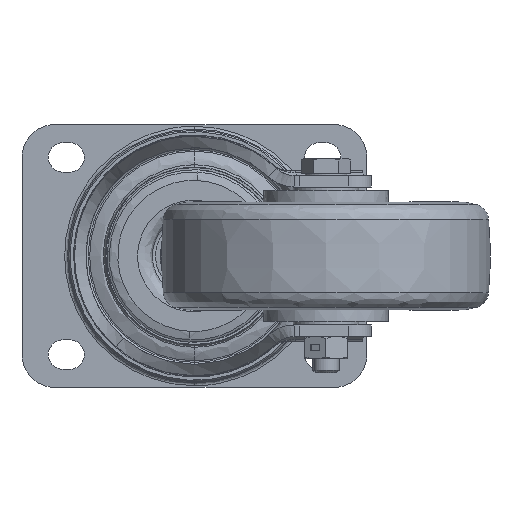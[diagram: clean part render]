
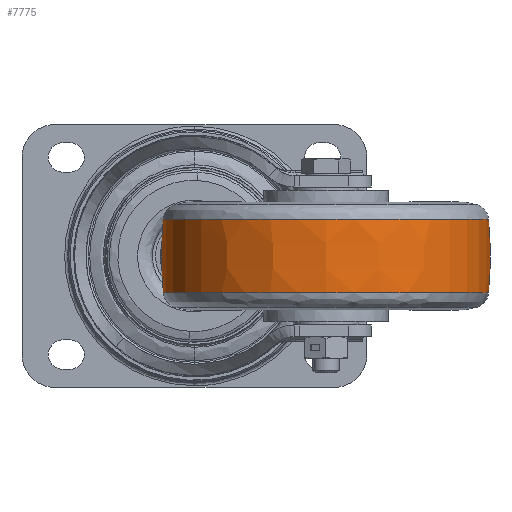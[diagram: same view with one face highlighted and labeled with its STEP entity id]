
A CAD part, front view. The second image highlights one B-rep face of the part: STEP entity #7775.
In plain terms, the highlighted free-form (B-spline) face has degree [3, 3] with [4, 4] control points.
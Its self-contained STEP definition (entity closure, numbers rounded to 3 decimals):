
#1206 = AXIS2_PLACEMENT_3D ( 'NONE', #16346, #20910, #18733 ) ;
#1589 = CARTESIAN_POINT ( 'NONE',  ( 16.691, 69.3, 47.981 ) ) ;
#1986 = VERTEX_POINT ( 'NONE', #15730 ) ;
#3766 = CARTESIAN_POINT ( 'NONE',  ( -8.817, 69.3, 59.236 ) ) ;
#4088 = CARTESIAN_POINT ( 'NONE',  ( 16.014, 69.3, 62.998 ) ) ;
#4159 =( BOUNDED_SURFACE ( )  B_SPLINE_SURFACE ( 3, 3, ( 
 ( #22943, #16358, #4283, #20925 ),
 ( #4088, #16066, #25442, #30497 ),
 ( #18650, #4475, #8922, #27807 ),
 ( #30606, #6644, #23363, #11140 ) ),
 .UNSPECIFIED., .F., .F., .F. ) 
 B_SPLINE_SURFACE_WITH_KNOTS ( ( 4, 4 ),
 ( 4, 4 ),
 ( 0., 1. ),
 ( 0., 1. ),
 .UNSPECIFIED. ) 
 GEOMETRIC_REPRESENTATION_ITEM ( )  RATIONAL_B_SPLINE_SURFACE ( (
 ( 1., 0.333, 0.333, 1.),
 ( 0.997, 0.332, 0.332, 0.997),
 ( 0.997, 0.332, 0.332, 0.997),
 ( 1., 0.333, 0.333, 1.) ) ) 
 REPRESENTATION_ITEM ( '' )  SURFACE ( )  );
#4283 = CARTESIAN_POINT ( 'NONE',  ( 115.675, -29.684, 70.491 ) ) ;
#4475 = CARTESIAN_POINT ( 'NONE',  ( 16.014, -31.039, 55.474 ) ) ;
#5385 = EDGE_CURVE ( 'NONE', #6228, #12429, #15841, .T. ) ;
#5482 = EDGE_CURVE ( 'NONE', #26422, #12429, #23294, .T. ) ;
#6228 = VERTEX_POINT ( 'NONE', #28941 ) ;
#6452 = EDGE_CURVE ( 'NONE', #6228, #1986, #12198, .T. ) ;
#6644 = CARTESIAN_POINT ( 'NONE',  ( 16.691, -29.684, 47.981 ) ) ;
#7545 = FACE_OUTER_BOUND ( 'NONE', #26259, .T. ) ;
#7775 = ADVANCED_FACE ( 'NONE', ( #7545 ), #4159, .T. ) ;
#8204 = EDGE_CURVE ( 'NONE', #1986, #26422, #26893, .T. ) ;
#8493 = CARTESIAN_POINT ( 'NONE',  ( 141.183, 69.3, 59.236 ) ) ;
#8922 = CARTESIAN_POINT ( 'NONE',  ( 116.353, -31.039, 55.474 ) ) ;
#8975 = ORIENTED_EDGE ( 'NONE', *, *, #6452, .T. ) ;
#11140 = CARTESIAN_POINT ( 'NONE',  ( 115.675, 69.3, 47.981 ) ) ;
#11641 = ORIENTED_EDGE ( 'NONE', *, *, #5385, .F. ) ;
#12198 = CIRCLE ( 'NONE', #14176, 49.492 ) ;
#12429 = VERTEX_POINT ( 'NONE', #26824 ) ;
#14176 = AXIS2_PLACEMENT_3D ( 'NONE', #30371, #27676, #18117 ) ;
#14232 = ORIENTED_EDGE ( 'NONE', *, *, #5482, .T. ) ;
#15730 = CARTESIAN_POINT ( 'NONE',  ( 16.691, 69.3, 70.491 ) ) ;
#15841 = CIRCLE ( 'NONE', #25330, 125. ) ;
#16066 = CARTESIAN_POINT ( 'NONE',  ( 16.014, -31.039, 62.998 ) ) ;
#16346 = CARTESIAN_POINT ( 'NONE',  ( 66.183, 69.3, 47.981 ) ) ;
#16358 = CARTESIAN_POINT ( 'NONE',  ( 16.691, -29.684, 70.491 ) ) ;
#18117 = DIRECTION ( 'NONE',  ( 1., 0., 0. ) ) ;
#18345 = ORIENTED_EDGE ( 'NONE', *, *, #8204, .T. ) ;
#18650 = CARTESIAN_POINT ( 'NONE',  ( 16.014, 69.3, 55.474 ) ) ;
#18733 = DIRECTION ( 'NONE',  ( 1., 0., 0. ) ) ;
#20409 = DIRECTION ( 'NONE',  ( 0., 1., 0. ) ) ;
#20910 = DIRECTION ( 'NONE',  ( 0., 0., 1. ) ) ;
#20925 = CARTESIAN_POINT ( 'NONE',  ( 115.675, 69.3, 70.491 ) ) ;
#22943 = CARTESIAN_POINT ( 'NONE',  ( 16.691, 69.3, 70.491 ) ) ;
#23294 = CIRCLE ( 'NONE', #1206, 49.492 ) ;
#23363 = CARTESIAN_POINT ( 'NONE',  ( 115.675, -29.684, 47.981 ) ) ;
#25330 = AXIS2_PLACEMENT_3D ( 'NONE', #3766, #20409, #25427 ) ;
#25404 = DIRECTION ( 'NONE',  ( 0., -1., 0. ) ) ;
#25427 = DIRECTION ( 'NONE',  ( 1., 0., 0. ) ) ;
#25442 = CARTESIAN_POINT ( 'NONE',  ( 116.353, -31.039, 62.998 ) ) ;
#25638 = AXIS2_PLACEMENT_3D ( 'NONE', #8493, #25404, #30253 ) ;
#26259 = EDGE_LOOP ( 'NONE', ( #8975, #18345, #14232, #11641 ) ) ;
#26422 = VERTEX_POINT ( 'NONE', #1589 ) ;
#26824 = CARTESIAN_POINT ( 'NONE',  ( 115.675, 69.3, 47.981 ) ) ;
#26893 = CIRCLE ( 'NONE', #25638, 125. ) ;
#27676 = DIRECTION ( 'NONE',  ( 0., 0., -1. ) ) ;
#27807 = CARTESIAN_POINT ( 'NONE',  ( 116.353, 69.3, 55.474 ) ) ;
#28941 = CARTESIAN_POINT ( 'NONE',  ( 115.675, 69.3, 70.491 ) ) ;
#30253 = DIRECTION ( 'NONE',  ( -1., 0., 0. ) ) ;
#30371 = CARTESIAN_POINT ( 'NONE',  ( 66.183, 69.3, 70.491 ) ) ;
#30497 = CARTESIAN_POINT ( 'NONE',  ( 116.353, 69.3, 62.998 ) ) ;
#30606 = CARTESIAN_POINT ( 'NONE',  ( 16.691, 69.3, 47.981 ) ) ;
